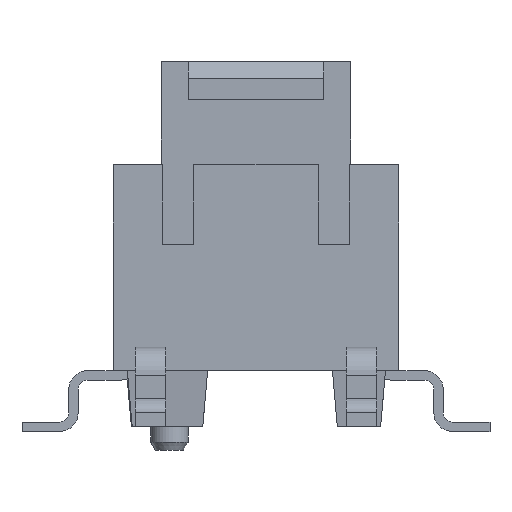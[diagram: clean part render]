
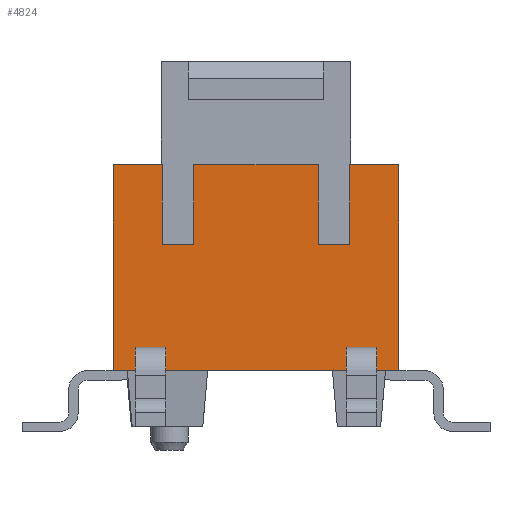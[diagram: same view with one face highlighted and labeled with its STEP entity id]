
A CAD part, left-side view. The second image highlights one B-rep face of the part: STEP entity #4824.
In plain terms, the highlighted planar face has unit normal (-1, 0, 0).
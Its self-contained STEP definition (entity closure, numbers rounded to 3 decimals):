
#272=CARTESIAN_POINT('',(-3.05,-2.0,4.6));
#273=VERTEX_POINT('',#272);
#280=CARTESIAN_POINT('',(-3.05,-3.05,4.6));
#281=VERTEX_POINT('',#280);
#282=CARTESIAN_POINT('',(-3.05,-3.05,4.6));
#283=DIRECTION('',(0.0,1.0,0.0));
#284=VECTOR('',#283,1.05);
#285=LINE('',#282,#284);
#286=EDGE_CURVE('',#281,#273,#285,.T.);
#351=CARTESIAN_POINT('',(-3.05,-2.0,2.9));
#352=VERTEX_POINT('',#351);
#359=CARTESIAN_POINT('',(-3.05,-2.0,4.6));
#360=DIRECTION('',(0.0,0.0,-1.0));
#361=VECTOR('',#360,1.7);
#362=LINE('',#359,#361);
#363=EDGE_CURVE('',#273,#352,#362,.T.);
#492=CARTESIAN_POINT('',(-3.05,3.05,4.6));
#493=VERTEX_POINT('',#492);
#500=CARTESIAN_POINT('',(-3.05,2.0,4.6));
#501=VERTEX_POINT('',#500);
#502=CARTESIAN_POINT('',(-3.05,2.0,4.6));
#503=DIRECTION('',(0.0,1.0,0.0));
#504=VECTOR('',#503,1.05);
#505=LINE('',#502,#504);
#506=EDGE_CURVE('',#501,#493,#505,.T.);
#600=CARTESIAN_POINT('',(-3.05,-2.575,0.7));
#601=VERTEX_POINT('',#600);
#602=CARTESIAN_POINT('',(-3.05,-2.575,0.4));
#603=VERTEX_POINT('',#602);
#604=CARTESIAN_POINT('',(-3.05,-2.575,0.7));
#605=DIRECTION('',(0.0,0.0,-1.0));
#606=VECTOR('',#605,0.3);
#607=LINE('',#604,#606);
#608=EDGE_CURVE('',#601,#603,#607,.T.);
#935=CARTESIAN_POINT('',(-3.05,-1.925,0.4));
#936=VERTEX_POINT('',#935);
#943=CARTESIAN_POINT('',(-3.05,-2.575,0.4));
#944=DIRECTION('',(0.0,1.0,0.0));
#945=VECTOR('',#944,0.65);
#946=LINE('',#943,#945);
#947=EDGE_CURVE('',#603,#936,#946,.T.);
#959=CARTESIAN_POINT('',(-3.05,-1.925,0.7));
#960=VERTEX_POINT('',#959);
#969=CARTESIAN_POINT('',(-3.05,-1.925,0.7));
#970=DIRECTION('',(0.0,-1.0,0.0));
#971=VECTOR('',#970,0.65);
#972=LINE('',#969,#971);
#973=EDGE_CURVE('',#960,#601,#972,.T.);
#985=CARTESIAN_POINT('',(-3.05,-1.925,0.4));
#986=DIRECTION('',(0.0,0.0,1.0));
#987=VECTOR('',#986,0.3);
#988=LINE('',#985,#987);
#989=EDGE_CURVE('',#936,#960,#988,.T.);
#1416=CARTESIAN_POINT('',(-3.05,1.925,0.7));
#1417=VERTEX_POINT('',#1416);
#1418=CARTESIAN_POINT('',(-3.05,1.925,0.4));
#1419=VERTEX_POINT('',#1418);
#1420=CARTESIAN_POINT('',(-3.05,1.925,0.7));
#1421=DIRECTION('',(0.0,0.0,-1.0));
#1422=VECTOR('',#1421,0.3);
#1423=LINE('',#1420,#1422);
#1424=EDGE_CURVE('',#1417,#1419,#1423,.T.);
#1751=CARTESIAN_POINT('',(-3.05,2.575,0.4));
#1752=VERTEX_POINT('',#1751);
#1759=CARTESIAN_POINT('',(-3.05,1.925,0.4));
#1760=DIRECTION('',(0.0,1.0,0.0));
#1761=VECTOR('',#1760,0.65);
#1762=LINE('',#1759,#1761);
#1763=EDGE_CURVE('',#1419,#1752,#1762,.T.);
#1775=CARTESIAN_POINT('',(-3.05,2.575,0.7));
#1776=VERTEX_POINT('',#1775);
#1785=CARTESIAN_POINT('',(-3.05,2.575,0.7));
#1786=DIRECTION('',(0.0,-1.0,0.0));
#1787=VECTOR('',#1786,0.65);
#1788=LINE('',#1785,#1787);
#1789=EDGE_CURVE('',#1776,#1417,#1788,.T.);
#1801=CARTESIAN_POINT('',(-3.05,2.575,0.4));
#1802=DIRECTION('',(0.0,0.0,1.0));
#1803=VECTOR('',#1802,0.3);
#1804=LINE('',#1801,#1803);
#1805=EDGE_CURVE('',#1752,#1776,#1804,.T.);
#3770=CARTESIAN_POINT('',(-3.05,3.05,0.2));
#3771=VERTEX_POINT('',#3770);
#3788=CARTESIAN_POINT('',(-3.05,-3.05,0.2));
#3789=VERTEX_POINT('',#3788);
#3796=CARTESIAN_POINT('',(-3.05,3.05,0.2));
#3797=DIRECTION('',(0.0,-1.0,0.0));
#3798=VECTOR('',#3797,6.1);
#3799=LINE('',#3796,#3798);
#3800=EDGE_CURVE('',#3771,#3789,#3799,.T.);
#3882=CARTESIAN_POINT('',(-3.05,-3.05,0.2));
#3883=DIRECTION('',(0.0,0.0,1.0));
#3884=VECTOR('',#3883,4.4);
#3885=LINE('',#3882,#3884);
#3886=EDGE_CURVE('',#3789,#281,#3885,.T.);
#4042=CARTESIAN_POINT('',(-3.05,3.05,0.2));
#4043=DIRECTION('',(0.0,0.0,1.0));
#4044=VECTOR('',#4043,4.4);
#4045=LINE('',#4042,#4044);
#4046=EDGE_CURVE('',#3771,#493,#4045,.T.);
#4492=CARTESIAN_POINT('',(-3.05,-1.325,2.9));
#4493=VERTEX_POINT('',#4492);
#4500=CARTESIAN_POINT('',(-3.05,-2.0,2.9));
#4501=DIRECTION('',(0.0,1.0,0.0));
#4502=VECTOR('',#4501,0.675);
#4503=LINE('',#4500,#4502);
#4504=EDGE_CURVE('',#352,#4493,#4503,.T.);
#4547=CARTESIAN_POINT('',(-3.05,-1.325,4.6));
#4548=VERTEX_POINT('',#4547);
#4555=CARTESIAN_POINT('',(-3.05,-1.325,2.9));
#4556=DIRECTION('',(0.0,0.0,1.0));
#4557=VECTOR('',#4556,1.7);
#4558=LINE('',#4555,#4557);
#4559=EDGE_CURVE('',#4493,#4548,#4558,.T.);
#4604=CARTESIAN_POINT('',(-3.05,1.325,2.9));
#4605=VERTEX_POINT('',#4604);
#4612=CARTESIAN_POINT('',(-3.05,1.325,4.6));
#4613=VERTEX_POINT('',#4612);
#4614=CARTESIAN_POINT('',(-3.05,1.325,4.6));
#4615=DIRECTION('',(0.0,0.0,-1.0));
#4616=VECTOR('',#4615,1.7);
#4617=LINE('',#4614,#4616);
#4618=EDGE_CURVE('',#4613,#4605,#4617,.T.);
#4673=CARTESIAN_POINT('',(-3.05,2.0,2.9));
#4674=VERTEX_POINT('',#4673);
#4681=CARTESIAN_POINT('',(-3.05,1.325,2.9));
#4682=DIRECTION('',(0.0,1.0,0.0));
#4683=VECTOR('',#4682,0.675);
#4684=LINE('',#4681,#4683);
#4685=EDGE_CURVE('',#4605,#4674,#4684,.T.);
#4722=CARTESIAN_POINT('',(-3.05,2.0,2.9));
#4723=DIRECTION('',(0.0,0.0,1.0));
#4724=VECTOR('',#4723,1.7);
#4725=LINE('',#4722,#4724);
#4726=EDGE_CURVE('',#4674,#501,#4725,.T.);
#4784=CARTESIAN_POINT('',(-3.05,-1.325,4.6));
#4785=DIRECTION('',(0.0,1.0,0.0));
#4786=VECTOR('',#4785,2.65);
#4787=LINE('',#4784,#4786);
#4788=EDGE_CURVE('',#4548,#4613,#4787,.T.);
#4793=CARTESIAN_POINT('',(-3.05,-3.05,0.0));
#4794=DIRECTION('',(-1.0,0.0,0.0));
#4795=DIRECTION('',(0.0,0.0,1.0));
#4796=AXIS2_PLACEMENT_3D('',#4793,#4794,#4795);
#4797=PLANE('',#4796);
#4798=ORIENTED_EDGE('',*,*,#3800,.T.);
#4799=ORIENTED_EDGE('',*,*,#3886,.T.);
#4800=ORIENTED_EDGE('',*,*,#286,.T.);
#4801=ORIENTED_EDGE('',*,*,#363,.T.);
#4802=ORIENTED_EDGE('',*,*,#4504,.T.);
#4803=ORIENTED_EDGE('',*,*,#4559,.T.);
#4804=ORIENTED_EDGE('',*,*,#4788,.T.);
#4805=ORIENTED_EDGE('',*,*,#4618,.T.);
#4806=ORIENTED_EDGE('',*,*,#4685,.T.);
#4807=ORIENTED_EDGE('',*,*,#4726,.T.);
#4808=ORIENTED_EDGE('',*,*,#506,.T.);
#4809=ORIENTED_EDGE('',*,*,#4046,.F.);
#4810=EDGE_LOOP('',(#4798,#4799,#4800,#4801,#4802,#4803,#4804,#4805,#4806,#4807,#4808,#4809));
#4811=FACE_OUTER_BOUND('',#4810,.T.);
#4812=ORIENTED_EDGE('',*,*,#608,.T.);
#4813=ORIENTED_EDGE('',*,*,#947,.T.);
#4814=ORIENTED_EDGE('',*,*,#989,.T.);
#4815=ORIENTED_EDGE('',*,*,#973,.T.);
#4816=EDGE_LOOP('',(#4812,#4813,#4814,#4815));
#4817=FACE_BOUND('',#4816,.T.);
#4818=ORIENTED_EDGE('',*,*,#1424,.T.);
#4819=ORIENTED_EDGE('',*,*,#1763,.T.);
#4820=ORIENTED_EDGE('',*,*,#1805,.T.);
#4821=ORIENTED_EDGE('',*,*,#1789,.T.);
#4822=EDGE_LOOP('',(#4818,#4819,#4820,#4821));
#4823=FACE_BOUND('',#4822,.T.);
#4824=ADVANCED_FACE('',(#4811,#4817,#4823),#4797,.T.);
